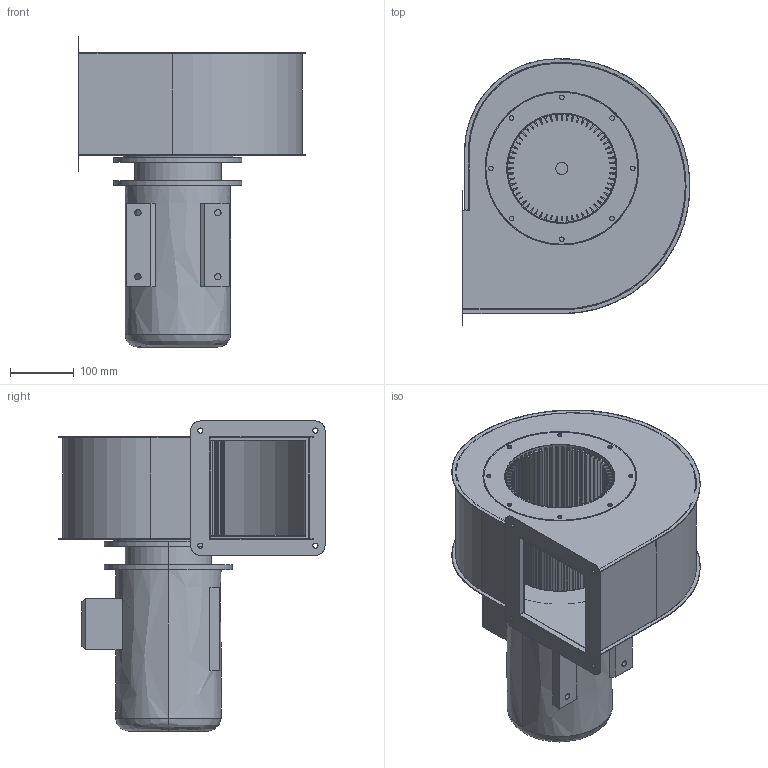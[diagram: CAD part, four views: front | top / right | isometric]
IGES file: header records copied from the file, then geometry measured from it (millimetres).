
Start section: SolidWorks IGES file using analytic representation for surfaces
Global section: file name: Assieme DIC 180 AT.IGS; native system: SolidWorks 2018; preprocessor: SolidWorks 2018; author: girelli; date: 220304.163812; units: millimetre
Bounding box: 356.21 x 416 x 484.8 mm (x, y, z)
Surface area: 1470590.5 mm2 (no closed solid volume)
Topology: 0 solids, 0 shells, 1705 faces, 13385 edges, 13065 vertices
Faces by surface type: bspline 993, revolution 712
